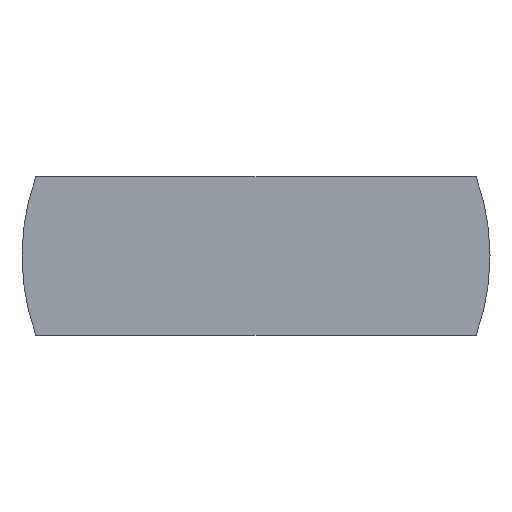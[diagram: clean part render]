
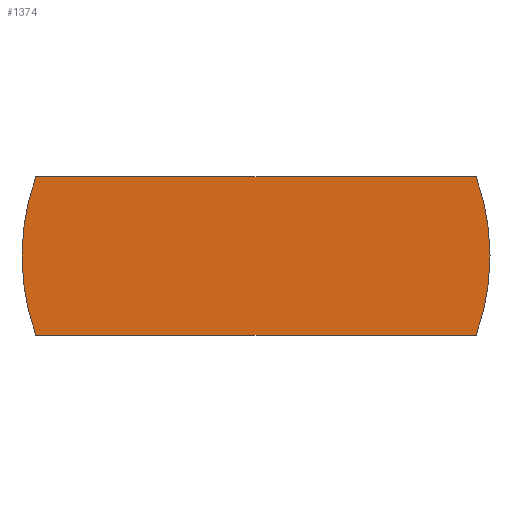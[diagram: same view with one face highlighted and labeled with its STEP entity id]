
A CAD part, front view. The second image highlights one B-rep face of the part: STEP entity #1374.
In plain terms, the highlighted planar face has unit normal (0, -1, 0).
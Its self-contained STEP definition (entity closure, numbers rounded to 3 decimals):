
#24 = VERTEX_POINT('',#25);
#25 = CARTESIAN_POINT('',(0.,0.,0.));
#45 = CYLINDRICAL_SURFACE('',#46,2.95);
#46 = AXIS2_PLACEMENT_3D('',#47,#48,#49);
#47 = CARTESIAN_POINT('',(2.95,0.,0.));
#48 = DIRECTION('',(0.,1.,0.));
#49 = DIRECTION('',(1.,-0.,0.));
#78 = CYLINDRICAL_SURFACE('',#79,2.95);
#79 = AXIS2_PLACEMENT_3D('',#80,#81,#82);
#80 = CARTESIAN_POINT('',(2.95,0.,0.));
#81 = DIRECTION('',(0.,1.,0.));
#82 = DIRECTION('',(1.,-0.,0.));
#110 = PLANE('',#111);
#111 = AXIS2_PLACEMENT_3D('',#112,#113,#114);
#112 = CARTESIAN_POINT('',(2.95,4.126,1.));
#113 = DIRECTION('',(-0.,-0.,-1.));
#114 = DIRECTION('',(-1.,0.,0.));
#192 = PLANE('',#193);
#193 = AXIS2_PLACEMENT_3D('',#194,#195,#196);
#194 = CARTESIAN_POINT('',(2.95,4.126,-1.));
#195 = DIRECTION('',(-0.,-0.,-1.));
#196 = DIRECTION('',(-1.,0.,0.));
#208 = VERTEX_POINT('',#209);
#209 = CARTESIAN_POINT('',(0.175,0.,-1.));
#228 = EDGE_CURVE('',#208,#24,#229,.T.);
#229 = SURFACE_CURVE('',#230,(#235,#242),.PCURVE_S1.);
#230 = CIRCLE('',#231,2.95);
#231 = AXIS2_PLACEMENT_3D('',#232,#233,#234);
#232 = CARTESIAN_POINT('',(2.95,0.,0.));
#233 = DIRECTION('',(0.,1.,0.));
#234 = DIRECTION('',(1.,-0.,0.));
#235 = PCURVE('',#45,#236);
#236 = DEFINITIONAL_REPRESENTATION('',(#237),#241);
#237 = LINE('',#238,#239);
#238 = CARTESIAN_POINT('',(0.,0.));
#239 = VECTOR('',#240,1.);
#240 = DIRECTION('',(1.,0.));
#241 = ( GEOMETRIC_REPRESENTATION_CONTEXT(2) 
PARAMETRIC_REPRESENTATION_CONTEXT() REPRESENTATION_CONTEXT('2D SPACE',''
  ) );
#242 = PCURVE('',#243,#248);
#243 = PLANE('',#244);
#244 = AXIS2_PLACEMENT_3D('',#245,#246,#247);
#245 = CARTESIAN_POINT('',(5.9,0.,-1.));
#246 = DIRECTION('',(-0.,-1.,0.));
#247 = DIRECTION('',(-1.,0.,0.));
#248 = DEFINITIONAL_REPRESENTATION('',(#249),#257);
#249 = ( BOUNDED_CURVE() B_SPLINE_CURVE(2,(#250,#251,#252,#253,#254,#255
,#256),.UNSPECIFIED.,.T.,.F.) B_SPLINE_CURVE_WITH_KNOTS((1,2,2,2,2,1),(
    -2.094,0.,2.094,4.189,6.283,
8.378),.UNSPECIFIED.) CURVE() GEOMETRIC_REPRESENTATION_ITEM() 
RATIONAL_B_SPLINE_CURVE((1.,0.5,1.,0.5,1.,0.5,1.)) REPRESENTATION_ITEM(
  '') );
#250 = CARTESIAN_POINT('',(0.,-1.));
#251 = CARTESIAN_POINT('',(0.,4.11));
#252 = CARTESIAN_POINT('',(4.425,1.555));
#253 = CARTESIAN_POINT('',(8.85,-1.));
#254 = CARTESIAN_POINT('',(4.425,-3.555));
#255 = CARTESIAN_POINT('',(0.,-6.11));
#256 = CARTESIAN_POINT('',(0.,-1.));
#257 = ( GEOMETRIC_REPRESENTATION_CONTEXT(2) 
PARAMETRIC_REPRESENTATION_CONTEXT() REPRESENTATION_CONTEXT('2D SPACE',''
  ) );
#264 = VERTEX_POINT('',#265);
#265 = CARTESIAN_POINT('',(5.725,0.,-1.));
#280 = CYLINDRICAL_SURFACE('',#281,2.95);
#281 = AXIS2_PLACEMENT_3D('',#282,#283,#284);
#282 = CARTESIAN_POINT('',(2.95,0.,0.));
#283 = DIRECTION('',(0.,1.,0.));
#284 = DIRECTION('',(1.,-0.,0.));
#291 = EDGE_CURVE('',#264,#208,#292,.T.);
#292 = SURFACE_CURVE('',#293,(#297,#304),.PCURVE_S1.);
#293 = LINE('',#294,#295);
#294 = CARTESIAN_POINT('',(5.9,0.,-1.));
#295 = VECTOR('',#296,1.);
#296 = DIRECTION('',(-1.,0.,0.));
#297 = PCURVE('',#192,#298);
#298 = DEFINITIONAL_REPRESENTATION('',(#299),#303);
#299 = LINE('',#300,#301);
#300 = CARTESIAN_POINT('',(-2.95,-4.126));
#301 = VECTOR('',#302,1.);
#302 = DIRECTION('',(1.,0.));
#303 = ( GEOMETRIC_REPRESENTATION_CONTEXT(2) 
PARAMETRIC_REPRESENTATION_CONTEXT() REPRESENTATION_CONTEXT('2D SPACE',''
  ) );
#304 = PCURVE('',#243,#305);
#305 = DEFINITIONAL_REPRESENTATION('',(#306),#310);
#306 = LINE('',#307,#308);
#307 = CARTESIAN_POINT('',(0.,0.));
#308 = VECTOR('',#309,1.);
#309 = DIRECTION('',(1.,0.));
#310 = ( GEOMETRIC_REPRESENTATION_CONTEXT(2) 
PARAMETRIC_REPRESENTATION_CONTEXT() REPRESENTATION_CONTEXT('2D SPACE',''
  ) );
#873 = VERTEX_POINT('',#874);
#874 = CARTESIAN_POINT('',(5.725,0.,1.));
#889 = CYLINDRICAL_SURFACE('',#890,2.95);
#890 = AXIS2_PLACEMENT_3D('',#891,#892,#893);
#891 = CARTESIAN_POINT('',(2.95,0.,0.));
#892 = DIRECTION('',(0.,1.,0.));
#893 = DIRECTION('',(1.,-0.,0.));
#900 = EDGE_CURVE('',#873,#901,#903,.T.);
#901 = VERTEX_POINT('',#902);
#902 = CARTESIAN_POINT('',(0.175,0.,1.));
#903 = SURFACE_CURVE('',#904,(#908,#915),.PCURVE_S1.);
#904 = LINE('',#905,#906);
#905 = CARTESIAN_POINT('',(5.9,0.,1.));
#906 = VECTOR('',#907,1.);
#907 = DIRECTION('',(-1.,0.,0.));
#908 = PCURVE('',#110,#909);
#909 = DEFINITIONAL_REPRESENTATION('',(#910),#914);
#910 = LINE('',#911,#912);
#911 = CARTESIAN_POINT('',(-2.95,-4.126));
#912 = VECTOR('',#913,1.);
#913 = DIRECTION('',(1.,0.));
#914 = ( GEOMETRIC_REPRESENTATION_CONTEXT(2) 
PARAMETRIC_REPRESENTATION_CONTEXT() REPRESENTATION_CONTEXT('2D SPACE',''
  ) );
#915 = PCURVE('',#243,#916);
#916 = DEFINITIONAL_REPRESENTATION('',(#917),#921);
#917 = LINE('',#918,#919);
#918 = CARTESIAN_POINT('',(0.,-2.));
#919 = VECTOR('',#920,1.);
#920 = DIRECTION('',(1.,0.));
#921 = ( GEOMETRIC_REPRESENTATION_CONTEXT(2) 
PARAMETRIC_REPRESENTATION_CONTEXT() REPRESENTATION_CONTEXT('2D SPACE',''
  ) );
#1347 = EDGE_CURVE('',#24,#901,#1348,.T.);
#1348 = SURFACE_CURVE('',#1349,(#1354,#1361),.PCURVE_S1.);
#1349 = CIRCLE('',#1350,2.95);
#1350 = AXIS2_PLACEMENT_3D('',#1351,#1352,#1353);
#1351 = CARTESIAN_POINT('',(2.95,0.,0.));
#1352 = DIRECTION('',(0.,1.,0.));
#1353 = DIRECTION('',(1.,-0.,0.));
#1354 = PCURVE('',#78,#1355);
#1355 = DEFINITIONAL_REPRESENTATION('',(#1356),#1360);
#1356 = LINE('',#1357,#1358);
#1357 = CARTESIAN_POINT('',(0.,0.));
#1358 = VECTOR('',#1359,1.);
#1359 = DIRECTION('',(1.,0.));
#1360 = ( GEOMETRIC_REPRESENTATION_CONTEXT(2) 
PARAMETRIC_REPRESENTATION_CONTEXT() REPRESENTATION_CONTEXT('2D SPACE',''
  ) );
#1361 = PCURVE('',#243,#1362);
#1362 = DEFINITIONAL_REPRESENTATION('',(#1363),#1371);
#1363 = ( BOUNDED_CURVE() B_SPLINE_CURVE(2,(#1364,#1365,#1366,#1367,
#1368,#1369,#1370),.UNSPECIFIED.,.T.,.F.) B_SPLINE_CURVE_WITH_KNOTS((1,2
    ,2,2,2,1),(-2.094,0.,2.094,4.189,
6.283,8.378),.UNSPECIFIED.) CURVE() 
GEOMETRIC_REPRESENTATION_ITEM() RATIONAL_B_SPLINE_CURVE((1.,0.5,1.,0.5,
1.,0.5,1.)) REPRESENTATION_ITEM('') );
#1364 = CARTESIAN_POINT('',(0.,-1.));
#1365 = CARTESIAN_POINT('',(0.,4.11));
#1366 = CARTESIAN_POINT('',(4.425,1.555));
#1367 = CARTESIAN_POINT('',(8.85,-1.));
#1368 = CARTESIAN_POINT('',(4.425,-3.555));
#1369 = CARTESIAN_POINT('',(0.,-6.11));
#1370 = CARTESIAN_POINT('',(0.,-1.));
#1371 = ( GEOMETRIC_REPRESENTATION_CONTEXT(2) 
PARAMETRIC_REPRESENTATION_CONTEXT() REPRESENTATION_CONTEXT('2D SPACE',''
  ) );
#1374 = ADVANCED_FACE('',(#1375),#243,.T.);
#1375 = FACE_BOUND('',#1376,.T.);
#1376 = EDGE_LOOP('',(#1377,#1405,#1431,#1432,#1433,#1434));
#1377 = ORIENTED_EDGE('',*,*,#1378,.F.);
#1378 = EDGE_CURVE('',#1379,#264,#1381,.T.);
#1379 = VERTEX_POINT('',#1380);
#1380 = CARTESIAN_POINT('',(5.9,0.,0.));
#1381 = SURFACE_CURVE('',#1382,(#1387,#1398),.PCURVE_S1.);
#1382 = CIRCLE('',#1383,2.95);
#1383 = AXIS2_PLACEMENT_3D('',#1384,#1385,#1386);
#1384 = CARTESIAN_POINT('',(2.95,0.,0.));
#1385 = DIRECTION('',(0.,1.,0.));
#1386 = DIRECTION('',(1.,-0.,0.));
#1387 = PCURVE('',#243,#1388);
#1388 = DEFINITIONAL_REPRESENTATION('',(#1389),#1397);
#1389 = ( BOUNDED_CURVE() B_SPLINE_CURVE(2,(#1390,#1391,#1392,#1393,
#1394,#1395,#1396),.UNSPECIFIED.,.T.,.F.) B_SPLINE_CURVE_WITH_KNOTS((1,2
    ,2,2,2,1),(-2.094,0.,2.094,4.189,
6.283,8.378),.UNSPECIFIED.) CURVE() 
GEOMETRIC_REPRESENTATION_ITEM() RATIONAL_B_SPLINE_CURVE((1.,0.5,1.,0.5,
1.,0.5,1.)) REPRESENTATION_ITEM('') );
#1390 = CARTESIAN_POINT('',(0.,-1.));
#1391 = CARTESIAN_POINT('',(0.,4.11));
#1392 = CARTESIAN_POINT('',(4.425,1.555));
#1393 = CARTESIAN_POINT('',(8.85,-1.));
#1394 = CARTESIAN_POINT('',(4.425,-3.555));
#1395 = CARTESIAN_POINT('',(0.,-6.11));
#1396 = CARTESIAN_POINT('',(0.,-1.));
#1397 = ( GEOMETRIC_REPRESENTATION_CONTEXT(2) 
PARAMETRIC_REPRESENTATION_CONTEXT() REPRESENTATION_CONTEXT('2D SPACE',''
  ) );
#1398 = PCURVE('',#280,#1399);
#1399 = DEFINITIONAL_REPRESENTATION('',(#1400),#1404);
#1400 = LINE('',#1401,#1402);
#1401 = CARTESIAN_POINT('',(0.,0.));
#1402 = VECTOR('',#1403,1.);
#1403 = DIRECTION('',(1.,0.));
#1404 = ( GEOMETRIC_REPRESENTATION_CONTEXT(2) 
PARAMETRIC_REPRESENTATION_CONTEXT() REPRESENTATION_CONTEXT('2D SPACE',''
  ) );
#1405 = ORIENTED_EDGE('',*,*,#1406,.F.);
#1406 = EDGE_CURVE('',#873,#1379,#1407,.T.);
#1407 = SURFACE_CURVE('',#1408,(#1413,#1424),.PCURVE_S1.);
#1408 = CIRCLE('',#1409,2.95);
#1409 = AXIS2_PLACEMENT_3D('',#1410,#1411,#1412);
#1410 = CARTESIAN_POINT('',(2.95,0.,0.));
#1411 = DIRECTION('',(0.,1.,0.));
#1412 = DIRECTION('',(1.,-0.,0.));
#1413 = PCURVE('',#243,#1414);
#1414 = DEFINITIONAL_REPRESENTATION('',(#1415),#1423);
#1415 = ( BOUNDED_CURVE() B_SPLINE_CURVE(2,(#1416,#1417,#1418,#1419,
#1420,#1421,#1422),.UNSPECIFIED.,.T.,.F.) B_SPLINE_CURVE_WITH_KNOTS((1,2
    ,2,2,2,1),(-2.094,0.,2.094,4.189,
6.283,8.378),.UNSPECIFIED.) CURVE() 
GEOMETRIC_REPRESENTATION_ITEM() RATIONAL_B_SPLINE_CURVE((1.,0.5,1.,0.5,
1.,0.5,1.)) REPRESENTATION_ITEM('') );
#1416 = CARTESIAN_POINT('',(0.,-1.));
#1417 = CARTESIAN_POINT('',(0.,4.11));
#1418 = CARTESIAN_POINT('',(4.425,1.555));
#1419 = CARTESIAN_POINT('',(8.85,-1.));
#1420 = CARTESIAN_POINT('',(4.425,-3.555));
#1421 = CARTESIAN_POINT('',(0.,-6.11));
#1422 = CARTESIAN_POINT('',(0.,-1.));
#1423 = ( GEOMETRIC_REPRESENTATION_CONTEXT(2) 
PARAMETRIC_REPRESENTATION_CONTEXT() REPRESENTATION_CONTEXT('2D SPACE',''
  ) );
#1424 = PCURVE('',#889,#1425);
#1425 = DEFINITIONAL_REPRESENTATION('',(#1426),#1430);
#1426 = LINE('',#1427,#1428);
#1427 = CARTESIAN_POINT('',(0.,0.));
#1428 = VECTOR('',#1429,1.);
#1429 = DIRECTION('',(1.,0.));
#1430 = ( GEOMETRIC_REPRESENTATION_CONTEXT(2) 
PARAMETRIC_REPRESENTATION_CONTEXT() REPRESENTATION_CONTEXT('2D SPACE',''
  ) );
#1431 = ORIENTED_EDGE('',*,*,#900,.T.);
#1432 = ORIENTED_EDGE('',*,*,#1347,.F.);
#1433 = ORIENTED_EDGE('',*,*,#228,.F.);
#1434 = ORIENTED_EDGE('',*,*,#291,.F.);
